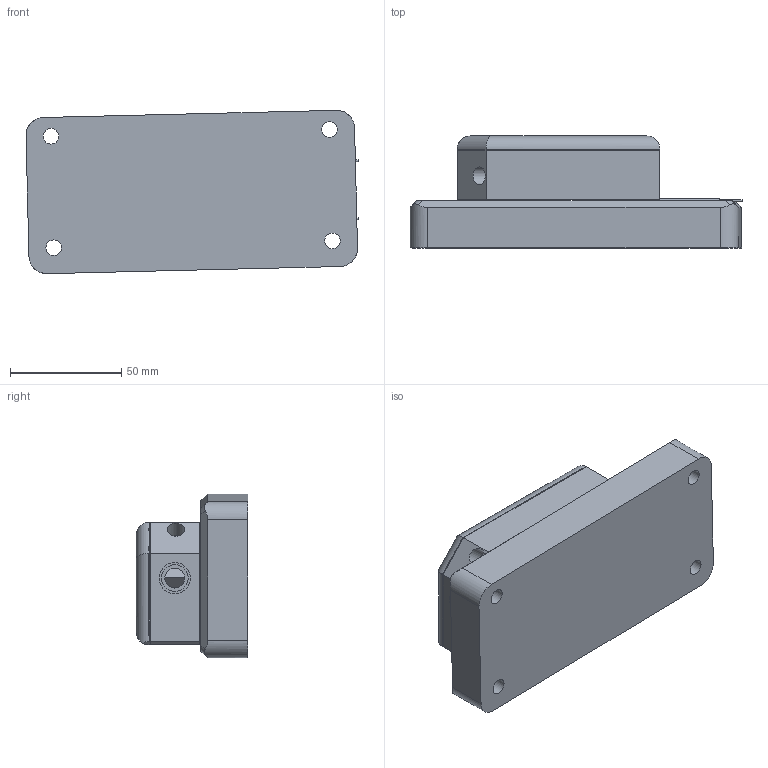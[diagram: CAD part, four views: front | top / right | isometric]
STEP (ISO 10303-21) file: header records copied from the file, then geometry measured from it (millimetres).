
FILE_DESCRIPTION(/* description */ (''),/* implementation_level */ '2;1');
FILE_NAME(/* name */ 'MKSALittrowECDL.step',/* time_stamp */ '2022-01-20T15:06:01-05:00',/* author */ (''),/* organization */ (''),/* preprocessor_version */ 'ST-DEVELOPER v18.1',/* originating_system */ 'Autodesk Translation Framework v10.10.0.1391',/* authorisation */ '');
FILE_SCHEMA (('AUTOMOTIVE_DESIGN { 1 0 10303 214 3 1 1 }'));
Length unit declared in the file: millimetre
Products named in the file (5): Littrow2; CUI_DEVICES_CP70337; PK4FA2P1-Step v2; NV4V31SF-A; GH13-18V-Solidworks
Assembly tree (4 placements, depth 2):
  Littrow2
    CUI_DEVICES_CP70337
    PK4FA2P1-Step v2
    NV4V31SF-A
    GH13-18V-Solidworks
Bounding box: 148.9 x 50.18 x 73.26 mm (x, y, z)
Volume: 274784.3 mm3; surface area: 67853.9 mm2
Topology: 7 solids, 25 shells, 493 faces, 1426 edges, 1000 vertices
Faces by surface type: plane 335, cylinder 124, bspline 16, sphere 16, cone 2
Full cylindrical faces by diameter (mm): 0.1 x4, 0.45 x3, 0.9 x3, 1 x2, 1.2 x6, 1.6 x2, 2.2 x2, 3.2 x3, 3.327 x6, 3.35 x3, 3.6 x3, 4.45 x1, 5 x1, 5.65 x1, 7 x4, 7.938 x1, 8 x1, 8.8 x1, 9 x2, 10.2 x4, 12 x1, 14 x1
Entity records: 19332 total; most frequent: CARTESIAN_POINT 5873, DIRECTION 2697, ORIENTED_EDGE 2637, EDGE_CURVE 1415, VERTEX_POINT 1000, LINE 951, VECTOR 951, AXIS2_PLACEMENT_3D 873
